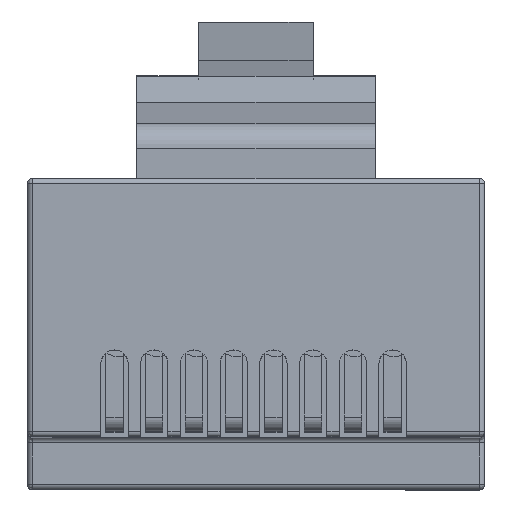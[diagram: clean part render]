
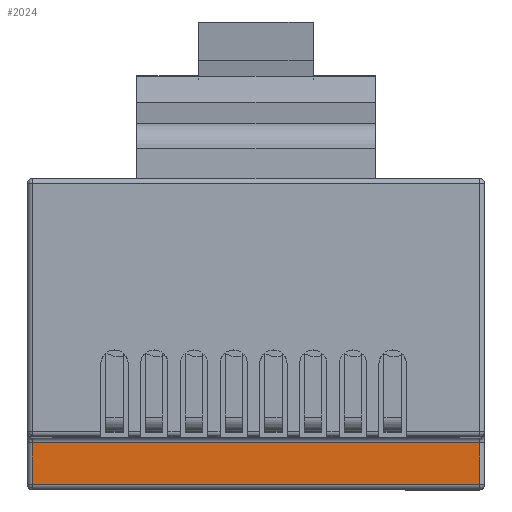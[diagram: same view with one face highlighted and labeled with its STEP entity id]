
A CAD part, top view. The second image highlights one B-rep face of the part: STEP entity #2024.
In plain terms, the highlighted planar face has unit normal (0, 0, 1).
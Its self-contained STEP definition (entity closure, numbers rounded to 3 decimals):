
#42 = EDGE_CURVE ( 'NONE', #5723, #2045, #5224, .T. ) ;
#199 = LINE ( 'NONE', #3817, #3683 ) ;
#352 = EDGE_CURVE ( 'NONE', #2579, #483, #5504, .T. ) ;
#483 = VERTEX_POINT ( 'NONE', #3700 ) ;
#675 = CARTESIAN_POINT ( 'NONE',  ( -5.842, -4.496, 8.13 ) ) ;
#973 = CARTESIAN_POINT ( 'NONE',  ( -5.715, -3.429, 8.13 ) ) ;
#1427 = PLANE ( 'NONE',  #4121 ) ;
#1764 = CARTESIAN_POINT ( 'NONE',  ( 5.715, -3.429, 8.13 ) ) ;
#1924 = VECTOR ( 'NONE', #5219, 1000. ) ;
#2024 = ADVANCED_FACE ( 'NONE', ( #2424 ), #1427, .F. ) ;
#2045 = VERTEX_POINT ( 'NONE', #973 ) ;
#2231 = EDGE_LOOP ( 'NONE', ( #4377, #5242, #5253, #4607 ) ) ;
#2333 = DIRECTION ( 'NONE',  ( -1., 0., 0. ) ) ;
#2424 = FACE_OUTER_BOUND ( 'NONE', #2231, .T. ) ;
#2579 = VERTEX_POINT ( 'NONE', #1764 ) ;
#2711 = VECTOR ( 'NONE', #4211, 1000. ) ;
#3035 = VECTOR ( 'NONE', #3865, 1000. ) ;
#3207 = CARTESIAN_POINT ( 'NONE',  ( -5.842, -4.623, 8.13 ) ) ;
#3683 = VECTOR ( 'NONE', #4699, 1000. ) ;
#3700 = CARTESIAN_POINT ( 'NONE',  ( 5.715, -4.496, 8.13 ) ) ;
#3817 = CARTESIAN_POINT ( 'NONE',  ( -5.842, -3.429, 8.13 ) ) ;
#3865 = DIRECTION ( 'NONE',  ( -1., 0., 0. ) ) ;
#4121 = AXIS2_PLACEMENT_3D ( 'NONE', #3207, #5019, #2333 ) ;
#4211 = DIRECTION ( 'NONE',  ( 0., 1., 0. ) ) ;
#4321 = CARTESIAN_POINT ( 'NONE',  ( 5.715, -4.623, 8.13 ) ) ;
#4349 = EDGE_CURVE ( 'NONE', #2579, #2045, #199, .T. ) ;
#4377 = ORIENTED_EDGE ( 'NONE', *, *, #4349, .T. ) ;
#4607 = ORIENTED_EDGE ( 'NONE', *, *, #352, .F. ) ;
#4699 = DIRECTION ( 'NONE',  ( -1., 0., 0. ) ) ;
#5019 = DIRECTION ( 'NONE',  ( 0., 0., -1. ) ) ;
#5024 = CARTESIAN_POINT ( 'NONE',  ( -5.715, -4.623, 8.13 ) ) ;
#5219 = DIRECTION ( 'NONE',  ( 0., -1., 0. ) ) ;
#5224 = LINE ( 'NONE', #5024, #2711 ) ;
#5242 = ORIENTED_EDGE ( 'NONE', *, *, #42, .F. ) ;
#5253 = ORIENTED_EDGE ( 'NONE', *, *, #5605, .F. ) ;
#5278 = LINE ( 'NONE', #675, #3035 ) ;
#5504 = LINE ( 'NONE', #4321, #1924 ) ;
#5605 = EDGE_CURVE ( 'NONE', #483, #5723, #5278, .T. ) ;
#5723 = VERTEX_POINT ( 'NONE', #5733 ) ;
#5733 = CARTESIAN_POINT ( 'NONE',  ( -5.715, -4.496, 8.13 ) ) ;
